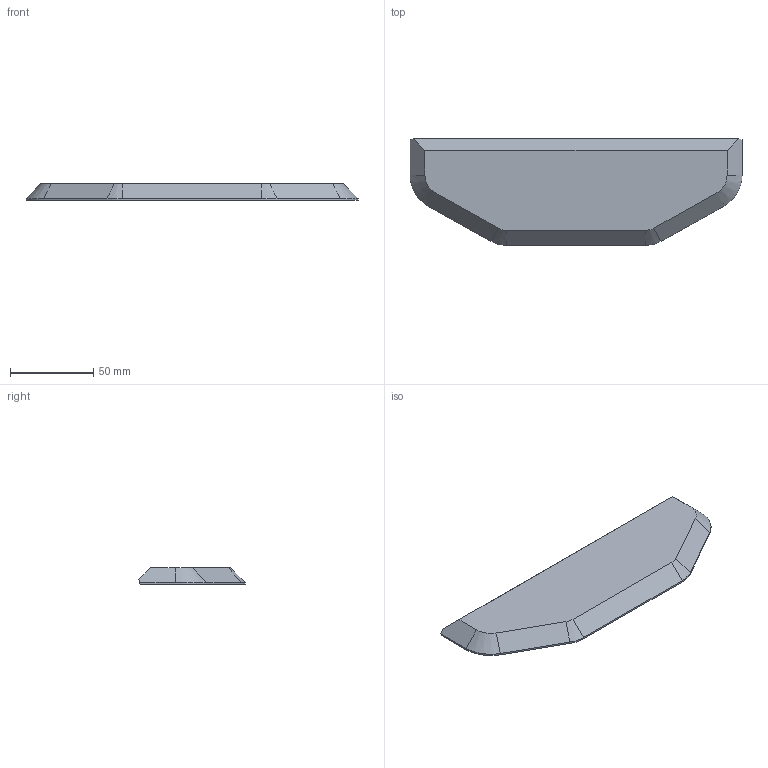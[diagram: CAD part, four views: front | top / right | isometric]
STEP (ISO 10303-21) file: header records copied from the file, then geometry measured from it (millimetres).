
FILE_DESCRIPTION(('FreeCAD Model'),'2;1');
FILE_NAME('Open CASCADE Shape Model','2023-10-19T03:56:40',(''),(''), 'Open CASCADE STEP processor 7.5','FreeCAD','Unknown');
FILE_SCHEMA(('AUTOMOTIVE_DESIGN { 1 0 10303 214 1 1 1 1 }'));
Length unit declared in the file: millimetre
Products named in the file (1): T07_front_cover
Bounding box: 200 x 64.2 x 10 mm (x, y, z)
Volume: 28011.6 mm3; surface area: 26995.8 mm2
Topology: 1 solids, 1 shells, 42 faces, 103 edges, 64 vertices
Faces by surface type: plane 26, cone 8, cylinder 8
Entity records: 2602 total; most frequent: CARTESIAN_POINT 466, DIRECTION 409, LINE 267, VECTOR 267, ORIENTED_EDGE 206, PCURVE 206, DEFINITIONAL_REPRESENTATION 206, EDGE_CURVE 103
